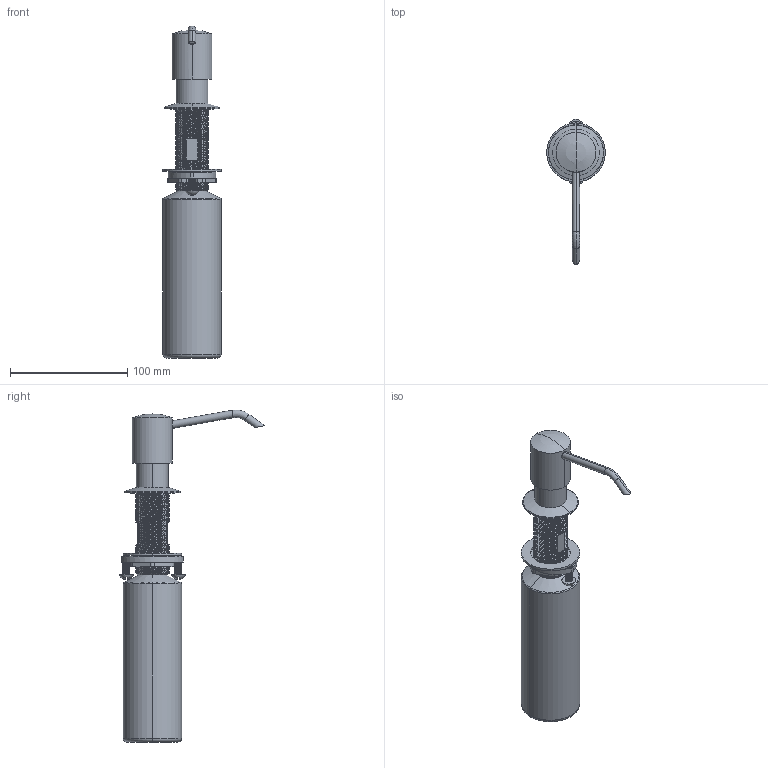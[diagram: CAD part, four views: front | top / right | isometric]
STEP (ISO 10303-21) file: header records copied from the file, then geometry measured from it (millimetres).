
FILE_DESCRIPTION((''),'2;1');
FILE_NAME('125','2021-11-10T13:24:42',('rsmith'),(''),'CREO PARAMETRIC BY PTC INC, 2018400','CREO PARAMETRIC BY PTC INC, 2018400','');
FILE_SCHEMA(('AUTOMOTIVE_DESIGN { 1 0 10303 214 1 1 1 1 }'));
Length unit declared in the file: inch
Products named in the file (1): 125
Bounding box: 50.04 x 124.04 x 283.27 mm (x, y, z)
Volume: 379818.7 mm3; surface area: 54012 mm2
Topology: 1 solids, 1 shells, 434 faces, 1216 edges, 793 vertices
Faces by surface type: cylinder 168, bspline 147, plane 79, cone 24, torus 12, sphere 4
Entity records: 68937 total; most frequent: CARTESIAN_POINT 52063, ORIENTED_EDGE 2428, PRESENTATION_STYLE_ASSIGNMENT 1532, DIRECTION 1395, STYLED_ITEM 1216, CURVE_STYLE 1214, EDGE_CURVE 1214, VERTEX_POINT 793
